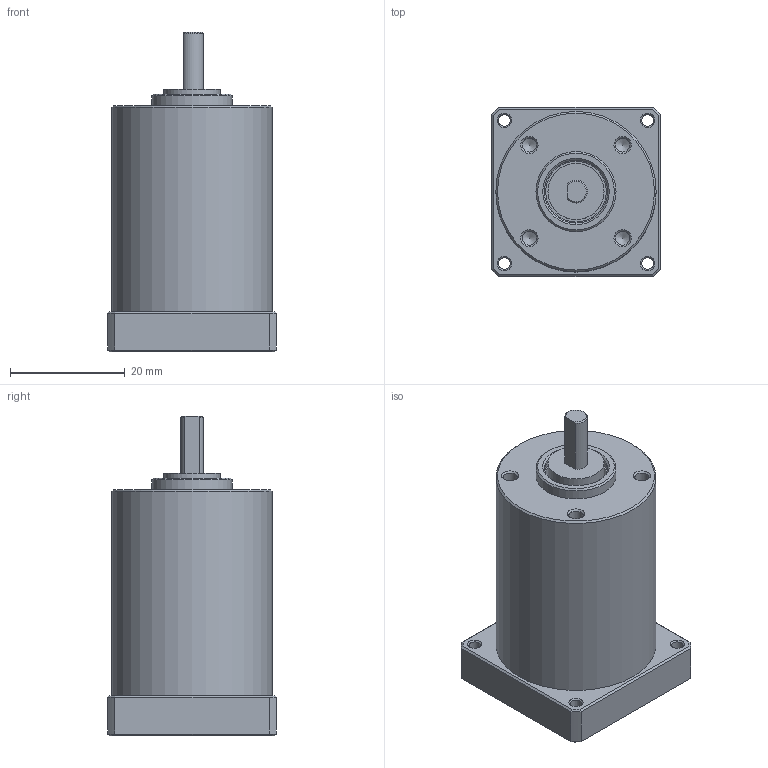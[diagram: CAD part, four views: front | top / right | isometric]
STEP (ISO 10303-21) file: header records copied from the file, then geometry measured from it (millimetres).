
FILE_DESCRIPTION(/* description */ ('STEP AP214'),/* implementation_level */ '2;1');
FILE_NAME(/* name */ '188522_FLSM-6-R',/* time_stamp */ '2024-08-28T14:19:58+02:00',/* author */ ('License CC BY-ND 4.0'),/* organization */ ('CADENAS'),/* preprocessor_version */ 'ST-DEVELOPER v19.3',/* originating_system */ 'PARTsolutions',/* authorisation */ ' ');
FILE_SCHEMA (('AUTOMOTIVE_DESIGN {1 0 10303 214 3 1 1}'));
Length unit declared in the file: millimetre
Products named in the file (3): 188522 FLSM-6-R; 188523 FLSM-6; 188523 FLSM-6w
Assembly tree (2 placements, depth 2):
  188522 FLSM-6-R
    188523 FLSM-6
    188523 FLSM-6w
Bounding box: 29.5 x 29.5 x 55.8 mm (x, y, z)
Volume: 24697.5 mm3; surface area: 12355.1 mm2
Topology: 2 solids, 2 shells, 89 faces, 179 edges, 105 vertices
Faces by surface type: cone 31, plane 28, cylinder 27, torus 3
Full cylindrical faces by diameter (mm): 2.013 x4, 2.459 x4, 4 x1, 5 x1, 9.8 x2, 11 x3, 11.4 x1, 14 x1, 17 x1, 22 x2, 23 x1, 28 x1
Entity records: 2150 total; most frequent: CARTESIAN_POINT 379, DIRECTION 376, ORIENTED_EDGE 256, AXIS2_PLACEMENT_3D 174, FACE_BOUND 161, EDGE_LOOP 157, EDGE_CURVE 128, VERTEX_POINT 105
